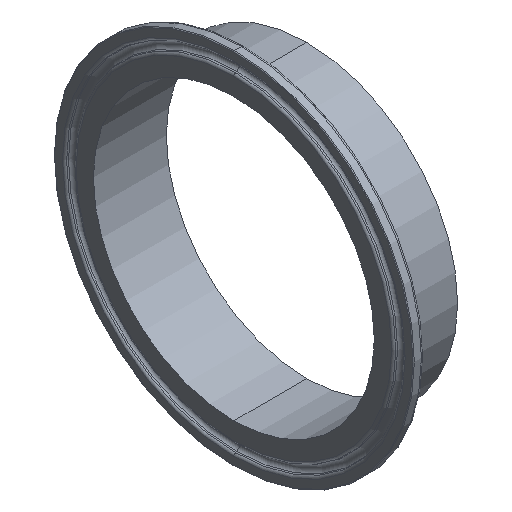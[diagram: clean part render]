
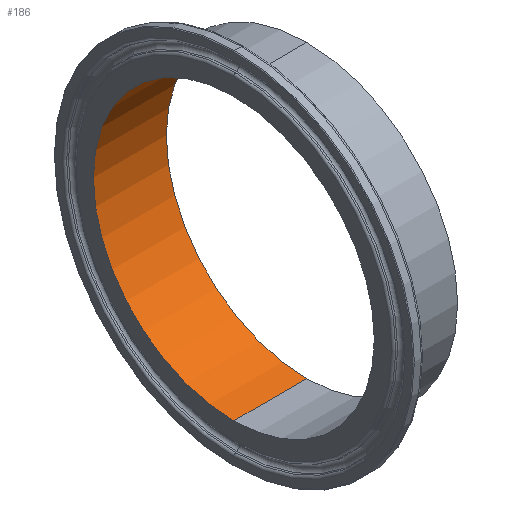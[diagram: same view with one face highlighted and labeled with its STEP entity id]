
A CAD part, isometric view. The second image highlights one B-rep face of the part: STEP entity #186.
In plain terms, the highlighted cylindrical face has radius 41.4 mm (diameter 82.8 mm), a partial arc.
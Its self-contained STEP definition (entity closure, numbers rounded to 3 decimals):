
#1 = DIRECTION ( 'NONE',  ( -1., 0., 0. ) ) ;
#42 = CIRCLE ( 'NONE', #179, 41.4 ) ;
#74 = LINE ( 'NONE', #623, #696 ) ;
#81 = CARTESIAN_POINT ( 'NONE',  ( 21.5, 0., -41.4 ) ) ;
#100 = DIRECTION ( 'NONE',  ( -1., 0., 0. ) ) ;
#109 = EDGE_CURVE ( 'NONE', #196, #224, #74, .T. ) ;
#114 = DIRECTION ( 'NONE',  ( 0., 0., 1. ) ) ;
#165 = CARTESIAN_POINT ( 'NONE',  ( 21.5, 0., 0. ) ) ;
#179 = AXIS2_PLACEMENT_3D ( 'NONE', #271, #1, #385 ) ;
#186 = ADVANCED_FACE ( 'NONE', ( #464 ), #556, .F. ) ;
#196 = VERTEX_POINT ( 'NONE', #255 ) ;
#197 = CARTESIAN_POINT ( 'NONE',  ( 0., 0., -41.4 ) ) ;
#202 = DIRECTION ( 'NONE',  ( 0., 0., 1. ) ) ;
#224 = VERTEX_POINT ( 'NONE', #554 ) ;
#248 = AXIS2_PLACEMENT_3D ( 'NONE', #165, #443, #114 ) ;
#253 = ORIENTED_EDGE ( 'NONE', *, *, #109, .T. ) ;
#255 = CARTESIAN_POINT ( 'NONE',  ( 21.5, 0., 41.4 ) ) ;
#256 = EDGE_LOOP ( 'NONE', ( #487, #381, #253, #444 ) ) ;
#260 = DIRECTION ( 'NONE',  ( -1., 0., 0. ) ) ;
#271 = CARTESIAN_POINT ( 'NONE',  ( 0., 0., 0. ) ) ;
#306 = CARTESIAN_POINT ( 'NONE',  ( 0., 0., 0. ) ) ;
#311 = EDGE_CURVE ( 'NONE', #224, #635, #42, .T. ) ;
#322 = EDGE_CURVE ( 'NONE', #196, #640, #493, .T. ) ;
#381 = ORIENTED_EDGE ( 'NONE', *, *, #322, .F. ) ;
#385 = DIRECTION ( 'NONE',  ( 0., 0., 1. ) ) ;
#443 = DIRECTION ( 'NONE',  ( -1., 0., 0. ) ) ;
#444 = ORIENTED_EDGE ( 'NONE', *, *, #311, .T. ) ;
#464 = FACE_OUTER_BOUND ( 'NONE', #256, .T. ) ;
#477 = VECTOR ( 'NONE', #606, 1000. ) ;
#487 = ORIENTED_EDGE ( 'NONE', *, *, #541, .F. ) ;
#493 = CIRCLE ( 'NONE', #248, 41.4 ) ;
#539 = CARTESIAN_POINT ( 'NONE',  ( 0., 0., -41.4 ) ) ;
#541 = EDGE_CURVE ( 'NONE', #640, #635, #649, .T. ) ;
#554 = CARTESIAN_POINT ( 'NONE',  ( 0., 0., 41.4 ) ) ;
#556 = CYLINDRICAL_SURFACE ( 'NONE', #628, 41.4 ) ;
#606 = DIRECTION ( 'NONE',  ( -1., 0., 0. ) ) ;
#623 = CARTESIAN_POINT ( 'NONE',  ( 0., 0., 41.4 ) ) ;
#628 = AXIS2_PLACEMENT_3D ( 'NONE', #306, #100, #202 ) ;
#635 = VERTEX_POINT ( 'NONE', #539 ) ;
#640 = VERTEX_POINT ( 'NONE', #81 ) ;
#649 = LINE ( 'NONE', #197, #477 ) ;
#696 = VECTOR ( 'NONE', #260, 1000. ) ;
